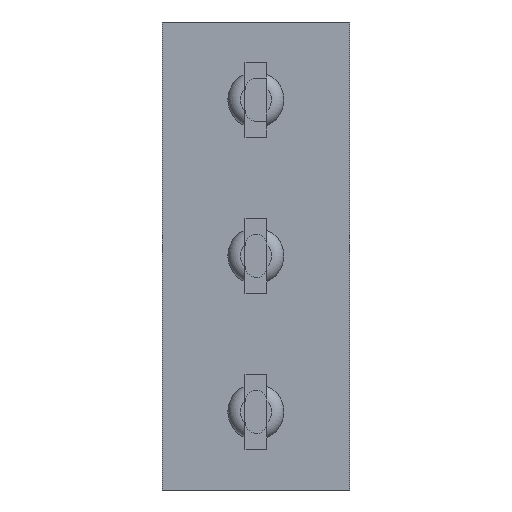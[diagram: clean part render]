
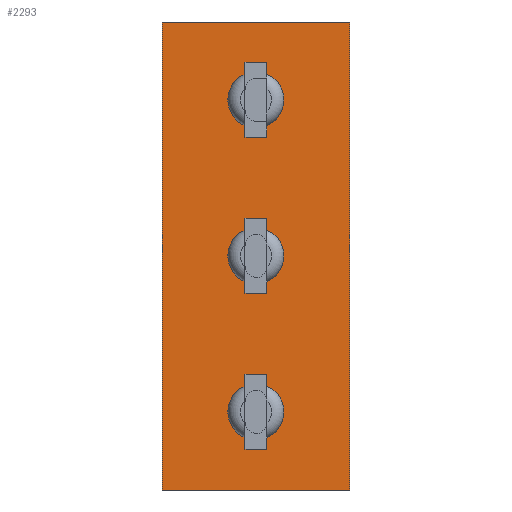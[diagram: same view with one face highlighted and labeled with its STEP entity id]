
A CAD part, left-side view. The second image highlights one B-rep face of the part: STEP entity #2293.
In plain terms, the highlighted planar face has unit normal (-1, 0, 0).
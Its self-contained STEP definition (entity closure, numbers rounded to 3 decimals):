
#15=FACE_BOUND('',#396,.T.);
#16=FACE_BOUND('',#397,.T.);
#17=FACE_BOUND('',#398,.T.);
#151=PLANE('',#2515);
#273=FACE_OUTER_BOUND('',#395,.T.);
#395=EDGE_LOOP('',(#2121,#2122,#2123,#2124));
#396=EDGE_LOOP('',(#2125));
#397=EDGE_LOOP('',(#2126));
#398=EDGE_LOOP('',(#2127));
#612=LINE('',#3989,#829);
#615=LINE('',#3995,#832);
#616=LINE('',#3997,#833);
#617=LINE('',#3998,#834);
#829=VECTOR('',#3116,10.);
#832=VECTOR('',#3121,10.);
#833=VECTOR('',#3122,10.);
#834=VECTOR('',#3123,10.);
#891=CIRCLE('',#2437,0.45);
#896=CIRCLE('',#2446,0.45);
#901=CIRCLE('',#2455,0.45);
#1100=VERTEX_POINT('',#3747);
#1105=VERTEX_POINT('',#3781);
#1111=VERTEX_POINT('',#3818);
#1132=VERTEX_POINT('',#3986);
#1133=VERTEX_POINT('',#3988);
#1135=VERTEX_POINT('',#3994);
#1136=VERTEX_POINT('',#3996);
#1383=EDGE_CURVE('',#1100,#1100,#891,.T.);
#1393=EDGE_CURVE('',#1105,#1105,#896,.T.);
#1404=EDGE_CURVE('',#1111,#1111,#901,.T.);
#1464=EDGE_CURVE('',#1132,#1133,#612,.T.);
#1467=EDGE_CURVE('',#1135,#1132,#615,.T.);
#1468=EDGE_CURVE('',#1136,#1135,#616,.T.);
#1469=EDGE_CURVE('',#1133,#1136,#617,.T.);
#2121=ORIENTED_EDGE('',*,*,#1467,.F.);
#2122=ORIENTED_EDGE('',*,*,#1468,.F.);
#2123=ORIENTED_EDGE('',*,*,#1469,.F.);
#2124=ORIENTED_EDGE('',*,*,#1464,.F.);
#2125=ORIENTED_EDGE('',*,*,#1383,.T.);
#2126=ORIENTED_EDGE('',*,*,#1393,.T.);
#2127=ORIENTED_EDGE('',*,*,#1404,.T.);
#2293=ADVANCED_FACE('',(#273,#15,#16,#17),#151,.T.);
#2437=AXIS2_PLACEMENT_3D('',#3749,#2923,#2924);
#2446=AXIS2_PLACEMENT_3D('',#3783,#2943,#2944);
#2455=AXIS2_PLACEMENT_3D('',#3820,#2963,#2964);
#2515=AXIS2_PLACEMENT_3D('',#3993,#3119,#3120);
#2923=DIRECTION('center_axis',(1.,0.,0.));
#2924=DIRECTION('ref_axis',(0.,0.,1.));
#2943=DIRECTION('center_axis',(1.,0.,0.));
#2944=DIRECTION('ref_axis',(0.,0.,1.));
#2963=DIRECTION('center_axis',(1.,0.,0.));
#2964=DIRECTION('ref_axis',(0.,0.,1.));
#3116=DIRECTION('',(0.,1.,0.));
#3119=DIRECTION('center_axis',(-1.,0.,0.));
#3120=DIRECTION('ref_axis',(0.,-1.,0.));
#3121=DIRECTION('',(0.,0.,-1.));
#3122=DIRECTION('',(0.,-1.,0.));
#3123=DIRECTION('',(0.,0.,1.));
#3747=CARTESIAN_POINT('',(-5.158,0.79,2.053));
#3749=CARTESIAN_POINT('Origin',(-5.158,0.79,2.503));
#3781=CARTESIAN_POINT('',(-5.158,0.79,-0.447));
#3783=CARTESIAN_POINT('Origin',(-5.158,0.79,0.003));
#3818=CARTESIAN_POINT('',(-5.158,0.79,-2.947));
#3820=CARTESIAN_POINT('Origin',(-5.158,0.79,-2.497));
#3986=CARTESIAN_POINT('',(-5.158,-0.711,-3.75));
#3988=CARTESIAN_POINT('',(-5.158,2.289,-3.75));
#3989=CARTESIAN_POINT('',(-5.158,2.289,-3.75));
#3993=CARTESIAN_POINT('Origin',(-5.158,2.289,0.));
#3994=CARTESIAN_POINT('',(-5.158,-0.711,3.75));
#3995=CARTESIAN_POINT('',(-5.158,-0.711,0.));
#3996=CARTESIAN_POINT('',(-5.158,2.289,3.75));
#3997=CARTESIAN_POINT('',(-5.158,2.289,3.75));
#3998=CARTESIAN_POINT('',(-5.158,2.289,0.));
